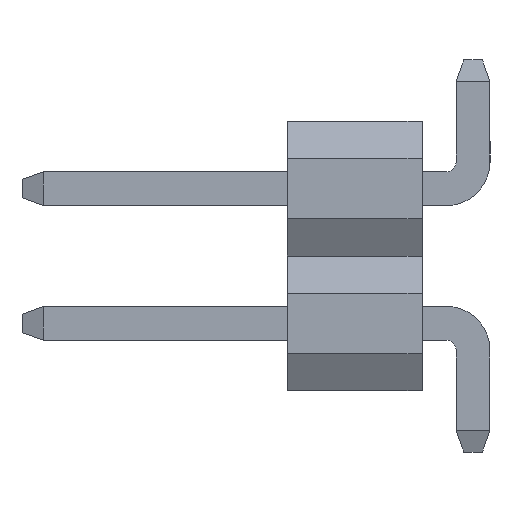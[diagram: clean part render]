
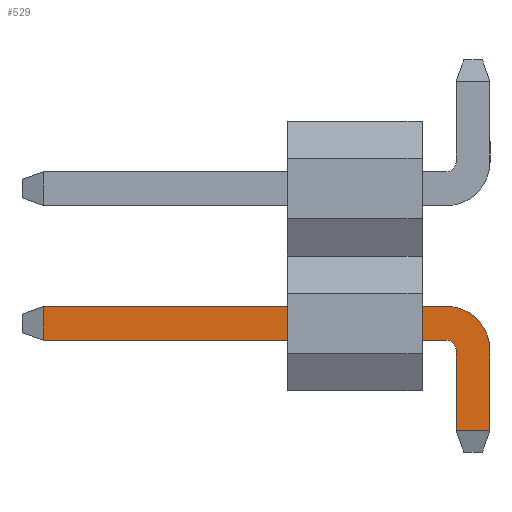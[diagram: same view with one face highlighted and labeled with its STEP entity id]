
A CAD part, left-side view. The second image highlights one B-rep face of the part: STEP entity #529.
In plain terms, the highlighted planar face has unit normal (-1, 0, 0).
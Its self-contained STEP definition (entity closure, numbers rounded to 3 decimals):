
#56=CIRCLE('',#573,0.82);
#57=CIRCLE('',#575,0.18);
#65=FACE_OUTER_BOUND('',#93,.T.);
#93=EDGE_LOOP('',(#357,#358,#359,#360,#361,#362,#363,#364));
#119=LINE('',#768,#179);
#121=LINE('',#773,#181);
#127=LINE('',#793,#187);
#128=LINE('',#795,#188);
#129=LINE('',#796,#189);
#130=LINE('',#797,#190);
#179=VECTOR('',#619,1000.);
#181=VECTOR('',#623,1000.);
#187=VECTOR('',#643,1000.);
#188=VECTOR('',#644,1000.);
#189=VECTOR('',#645,1000.);
#190=VECTOR('',#646,1000.);
#239=VERTEX_POINT('',#765);
#240=VERTEX_POINT('',#767);
#241=VERTEX_POINT('',#771);
#242=VERTEX_POINT('',#772);
#245=VERTEX_POINT('',#780);
#248=VERTEX_POINT('',#787);
#249=VERTEX_POINT('',#792);
#250=VERTEX_POINT('',#794);
#279=EDGE_CURVE('',#240,#239,#119,.T.);
#281=EDGE_CURVE('',#241,#242,#121,.T.);
#287=EDGE_CURVE('',#245,#240,#56,.T.);
#289=EDGE_CURVE('',#248,#241,#57,.T.);
#291=EDGE_CURVE('',#248,#249,#127,.T.);
#292=EDGE_CURVE('',#249,#250,#128,.T.);
#293=EDGE_CURVE('',#245,#250,#129,.T.);
#294=EDGE_CURVE('',#239,#242,#130,.T.);
#357=ORIENTED_EDGE('',*,*,#291,.T.);
#358=ORIENTED_EDGE('',*,*,#292,.T.);
#359=ORIENTED_EDGE('',*,*,#293,.F.);
#360=ORIENTED_EDGE('',*,*,#287,.T.);
#361=ORIENTED_EDGE('',*,*,#279,.T.);
#362=ORIENTED_EDGE('',*,*,#294,.T.);
#363=ORIENTED_EDGE('',*,*,#281,.F.);
#364=ORIENTED_EDGE('',*,*,#289,.F.);
#471=PLANE('',#577);
#529=ADVANCED_FACE('',(#65),#471,.F.);
#573=AXIS2_PLACEMENT_3D('',#784,#632,#633);
#575=AXIS2_PLACEMENT_3D('',#789,#637,#638);
#577=AXIS2_PLACEMENT_3D('',#791,#641,#642);
#619=DIRECTION('',(0.,1.,0.));
#623=DIRECTION('',(0.,1.,0.));
#632=DIRECTION('center_axis',(-1.,0.,0.));
#633=DIRECTION('ref_axis',(0.,0.,1.));
#637=DIRECTION('center_axis',(-1.,0.,0.));
#638=DIRECTION('ref_axis',(0.,0.,1.));
#641=DIRECTION('center_axis',(1.,0.,0.));
#642=DIRECTION('ref_axis',(0.,1.,0.));
#643=DIRECTION('',(0.,0.,-1.));
#644=DIRECTION('',(0.,-1.,0.));
#645=DIRECTION('',(0.,0.,-1.));
#646=DIRECTION('',(0.,0.,-1.));
#765=CARTESIAN_POINT('',(-0.32,2.74,2.744));
#767=CARTESIAN_POINT('',(-0.32,-4.86,2.744));
#768=CARTESIAN_POINT('',(-0.32,-4.86,2.744));
#771=CARTESIAN_POINT('',(-0.32,-4.86,2.104));
#772=CARTESIAN_POINT('',(-0.32,2.74,2.104));
#773=CARTESIAN_POINT('',(-0.32,-4.86,2.104));
#780=CARTESIAN_POINT('',(-0.32,-5.68,1.924));
#784=CARTESIAN_POINT('Origin',(-0.32,-4.86,1.924));
#787=CARTESIAN_POINT('',(-0.32,-5.04,1.924));
#789=CARTESIAN_POINT('Origin',(-0.32,-4.86,1.924));
#791=CARTESIAN_POINT('Origin',(-0.32,-5.04,1.924));
#792=CARTESIAN_POINT('',(-0.32,-5.04,0.4));
#793=CARTESIAN_POINT('',(-0.32,-5.04,1.924));
#794=CARTESIAN_POINT('',(-0.32,-5.68,0.4));
#795=CARTESIAN_POINT('',(-0.32,-5.68,0.4));
#796=CARTESIAN_POINT('',(-0.32,-5.68,1.924));
#797=CARTESIAN_POINT('',(-0.32,2.74,1.924));
